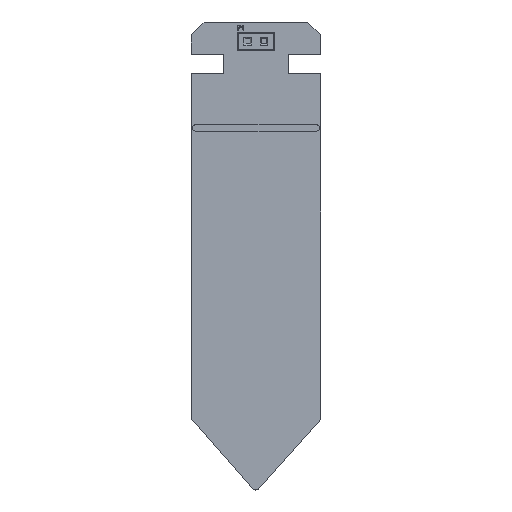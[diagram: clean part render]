
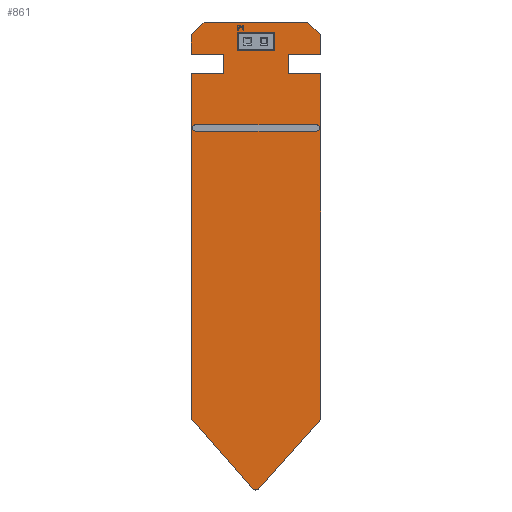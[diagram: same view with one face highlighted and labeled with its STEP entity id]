
A CAD part, top view. The second image highlights one B-rep face of the part: STEP entity #861.
In plain terms, the highlighted planar face has unit normal (0, 0, 1).
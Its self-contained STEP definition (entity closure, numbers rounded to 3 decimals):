
#70 = VERTEX_POINT('',#71);
#71 = CARTESIAN_POINT('',(5.,64.987,1.6)
  );
#77 = EDGE_CURVE('',#70,#78,#80,.T.);
#78 = VERTEX_POINT('',#79);
#79 = CARTESIAN_POINT('',(5.013,65.,1.6)
  );
#80 = CIRCLE('',#81,0.013);
#81 = AXIS2_PLACEMENT_3D('',#82,#83,#84);
#82 = CARTESIAN_POINT('',(5.,65.,1.6)
  );
#83 = DIRECTION('',(0.,0.,1.));
#84 = DIRECTION('',(0.,-1.,0.));
#110 = EDGE_CURVE('',#78,#111,#113,.T.);
#111 = VERTEX_POINT('',#112);
#112 = CARTESIAN_POINT('',(5.013,68.,1.6)
  );
#113 = LINE('',#114,#115);
#114 = CARTESIAN_POINT('',(5.013,65.,1.6)
  );
#115 = VECTOR('',#116,1.);
#116 = DIRECTION('',(0.,1.,0.));
#141 = EDGE_CURVE('',#111,#142,#144,.T.);
#142 = VERTEX_POINT('',#143);
#143 = CARTESIAN_POINT('',(5.,68.013,1.6)
  );
#144 = CIRCLE('',#145,0.013);
#145 = AXIS2_PLACEMENT_3D('',#146,#147,#148);
#146 = CARTESIAN_POINT('',(5.,68.,1.6)
  );
#147 = DIRECTION('',(0.,-0.,1.));
#148 = DIRECTION('',(1.,0.,0.));
#174 = EDGE_CURVE('',#142,#175,#177,.T.);
#175 = VERTEX_POINT('',#176);
#176 = CARTESIAN_POINT('',(0.013,68.013,
    1.6));
#177 = LINE('',#178,#179);
#178 = CARTESIAN_POINT('',(5.,68.013,1.6)
  );
#179 = VECTOR('',#180,1.);
#180 = DIRECTION('',(-1.,0.,0.));
#205 = EDGE_CURVE('',#175,#206,#208,.T.);
#206 = VERTEX_POINT('',#207);
#207 = CARTESIAN_POINT('',(0.013,70.995,
    1.6));
#208 = LINE('',#209,#210);
#209 = CARTESIAN_POINT('',(0.013,68.013,
    1.6));
#210 = VECTOR('',#211,1.);
#211 = DIRECTION('',(0.,1.,0.));
#236 = EDGE_CURVE('',#206,#237,#239,.T.);
#237 = VERTEX_POINT('',#238);
#238 = CARTESIAN_POINT('',(2.005,72.987,1.6)
  );
#239 = LINE('',#240,#241);
#240 = CARTESIAN_POINT('',(0.013,70.995,
    1.6));
#241 = VECTOR('',#242,1.);
#242 = DIRECTION('',(0.707,0.707,0.));
#267 = EDGE_CURVE('',#237,#268,#270,.T.);
#268 = VERTEX_POINT('',#269);
#269 = CARTESIAN_POINT('',(17.995,72.987,1.6
    ));
#270 = LINE('',#271,#272);
#271 = CARTESIAN_POINT('',(2.005,72.987,1.6)
  );
#272 = VECTOR('',#273,1.);
#273 = DIRECTION('',(1.,0.,0.));
#298 = EDGE_CURVE('',#268,#299,#301,.T.);
#299 = VERTEX_POINT('',#300);
#300 = CARTESIAN_POINT('',(19.987,70.995,
    1.6));
#301 = LINE('',#302,#303);
#302 = CARTESIAN_POINT('',(17.995,72.987,1.6
    ));
#303 = VECTOR('',#304,1.);
#304 = DIRECTION('',(0.707,-0.707,0.));
#329 = EDGE_CURVE('',#299,#330,#332,.T.);
#330 = VERTEX_POINT('',#331);
#331 = CARTESIAN_POINT('',(19.987,68.013,
    1.6));
#332 = LINE('',#333,#334);
#333 = CARTESIAN_POINT('',(19.987,70.995,
    1.6));
#334 = VECTOR('',#335,1.);
#335 = DIRECTION('',(0.,-1.,0.));
#360 = EDGE_CURVE('',#330,#361,#363,.T.);
#361 = VERTEX_POINT('',#362);
#362 = CARTESIAN_POINT('',(15.,68.013,
    1.6));
#363 = LINE('',#364,#365);
#364 = CARTESIAN_POINT('',(19.987,68.013,
    1.6));
#365 = VECTOR('',#366,1.);
#366 = DIRECTION('',(-1.,0.,0.));
#391 = EDGE_CURVE('',#361,#392,#394,.T.);
#392 = VERTEX_POINT('',#393);
#393 = CARTESIAN_POINT('',(14.987,68.,
    1.6));
#394 = CIRCLE('',#395,0.013);
#395 = AXIS2_PLACEMENT_3D('',#396,#397,#398);
#396 = CARTESIAN_POINT('',(15.,68.,
    1.6));
#397 = DIRECTION('',(0.,0.,1.));
#398 = DIRECTION('',(0.,1.,-0.));
#424 = EDGE_CURVE('',#392,#425,#427,.T.);
#425 = VERTEX_POINT('',#426);
#426 = CARTESIAN_POINT('',(14.987,65.,
    1.6));
#427 = LINE('',#428,#429);
#428 = CARTESIAN_POINT('',(14.987,68.,
    1.6));
#429 = VECTOR('',#430,1.);
#430 = DIRECTION('',(0.,-1.,0.));
#455 = EDGE_CURVE('',#425,#456,#458,.T.);
#456 = VERTEX_POINT('',#457);
#457 = CARTESIAN_POINT('',(15.,64.987,
    1.6));
#458 = CIRCLE('',#459,0.013);
#459 = AXIS2_PLACEMENT_3D('',#460,#461,#462);
#460 = CARTESIAN_POINT('',(15.,65.,
    1.6));
#461 = DIRECTION('',(0.,0.,1.));
#462 = DIRECTION('',(-1.,0.,0.));
#488 = EDGE_CURVE('',#456,#489,#491,.T.);
#489 = VERTEX_POINT('',#490);
#490 = CARTESIAN_POINT('',(19.987,64.987,
    1.6));
#491 = LINE('',#492,#493);
#492 = CARTESIAN_POINT('',(15.,64.987,
    1.6));
#493 = VECTOR('',#494,1.);
#494 = DIRECTION('',(1.,0.,0.));
#519 = EDGE_CURVE('',#489,#520,#522,.T.);
#520 = VERTEX_POINT('',#521);
#521 = CARTESIAN_POINT('',(20.053,11.562,1.6)
  );
#522 = LINE('',#523,#524);
#523 = CARTESIAN_POINT('',(19.987,64.987,
    1.6));
#524 = VECTOR('',#525,1.);
#525 = DIRECTION('',(0.001,-1.,0.));
#550 = EDGE_CURVE('',#520,#551,#553,.T.);
#551 = VERTEX_POINT('',#552);
#552 = CARTESIAN_POINT('',(10.491,0.865,1.6
    ));
#553 = LINE('',#554,#555);
#554 = CARTESIAN_POINT('',(20.053,11.562,1.6)
  );
#555 = VECTOR('',#556,1.);
#556 = DIRECTION('',(-0.666,-0.746,0.));
#581 = EDGE_CURVE('',#551,#582,#584,.T.);
#582 = VERTEX_POINT('',#583);
#583 = CARTESIAN_POINT('',(9.509,0.865,1.6)
  );
#584 = CIRCLE('',#585,0.66);
#585 = AXIS2_PLACEMENT_3D('',#586,#587,#588);
#586 = CARTESIAN_POINT('',(10.,1.307,1.6
    ));
#587 = DIRECTION('',(-0.,0.,-1.));
#588 = DIRECTION('',(0.744,-0.669,-0.));
#614 = EDGE_CURVE('',#582,#615,#617,.T.);
#615 = VERTEX_POINT('',#616);
#616 = CARTESIAN_POINT('',(0.14,11.562,1.6
    ));
#617 = LINE('',#618,#619);
#618 = CARTESIAN_POINT('',(9.509,0.865,1.6)
  );
#619 = VECTOR('',#620,1.);
#620 = DIRECTION('',(-0.659,0.752,0.));
#645 = EDGE_CURVE('',#615,#646,#648,.T.);
#646 = VERTEX_POINT('',#647);
#647 = CARTESIAN_POINT('',(0.013,64.987,
    1.6));
#648 = LINE('',#649,#650);
#649 = CARTESIAN_POINT('',(0.14,11.562,1.6
    ));
#650 = VECTOR('',#651,1.);
#651 = DIRECTION('',(-0.002,1.,0.));
#676 = EDGE_CURVE('',#646,#70,#677,.T.);
#677 = LINE('',#678,#679);
#678 = CARTESIAN_POINT('',(0.013,64.987,
    1.6));
#679 = VECTOR('',#680,1.);
#680 = DIRECTION('',(1.,0.,0.));
#700 = VERTEX_POINT('',#701);
#701 = CARTESIAN_POINT('',(9.23,70.,1.6
    ));
#707 = EDGE_CURVE('',#700,#708,#710,.T.);
#708 = VERTEX_POINT('',#709);
#709 = CARTESIAN_POINT('',(8.23,70.,1.6
    ));
#710 = CIRCLE('',#711,0.5);
#711 = AXIS2_PLACEMENT_3D('',#712,#713,#714);
#712 = CARTESIAN_POINT('',(8.73,70.,1.6
    ));
#713 = DIRECTION('',(0.,0.,1.));
#714 = DIRECTION('',(1.,0.,-0.));
#740 = EDGE_CURVE('',#708,#700,#741,.T.);
#741 = CIRCLE('',#742,0.5);
#742 = AXIS2_PLACEMENT_3D('',#743,#744,#745);
#743 = CARTESIAN_POINT('',(8.73,70.,1.6
    ));
#744 = DIRECTION('',(0.,0.,1.));
#745 = DIRECTION('',(-1.,0.,0.));
#766 = VERTEX_POINT('',#767);
#767 = CARTESIAN_POINT('',(11.77,70.,
    1.6));
#773 = EDGE_CURVE('',#766,#774,#776,.T.);
#774 = VERTEX_POINT('',#775);
#775 = CARTESIAN_POINT('',(10.77,70.,
    1.6));
#776 = CIRCLE('',#777,0.5);
#777 = AXIS2_PLACEMENT_3D('',#778,#779,#780);
#778 = CARTESIAN_POINT('',(11.27,70.,
    1.6));
#779 = DIRECTION('',(0.,0.,1.));
#780 = DIRECTION('',(1.,0.,-0.));
#806 = EDGE_CURVE('',#774,#766,#807,.T.);
#807 = CIRCLE('',#808,0.5);
#808 = AXIS2_PLACEMENT_3D('',#809,#810,#811);
#809 = CARTESIAN_POINT('',(11.27,70.,
    1.6));
#810 = DIRECTION('',(0.,0.,1.));
#811 = DIRECTION('',(-1.,0.,0.));
#861 = ADVANCED_FACE('',(#862,#884,#888),#892,.F.);
#862 = FACE_BOUND('',#863,.F.);
#863 = EDGE_LOOP('',(#864,#865,#866,#867,#868,#869,#870,#871,#872,#873,
    #874,#875,#876,#877,#878,#879,#880,#881,#882,#883));
#864 = ORIENTED_EDGE('',*,*,#77,.T.);
#865 = ORIENTED_EDGE('',*,*,#110,.T.);
#866 = ORIENTED_EDGE('',*,*,#141,.T.);
#867 = ORIENTED_EDGE('',*,*,#174,.T.);
#868 = ORIENTED_EDGE('',*,*,#205,.T.);
#869 = ORIENTED_EDGE('',*,*,#236,.T.);
#870 = ORIENTED_EDGE('',*,*,#267,.T.);
#871 = ORIENTED_EDGE('',*,*,#298,.T.);
#872 = ORIENTED_EDGE('',*,*,#329,.T.);
#873 = ORIENTED_EDGE('',*,*,#360,.T.);
#874 = ORIENTED_EDGE('',*,*,#391,.T.);
#875 = ORIENTED_EDGE('',*,*,#424,.T.);
#876 = ORIENTED_EDGE('',*,*,#455,.T.);
#877 = ORIENTED_EDGE('',*,*,#488,.T.);
#878 = ORIENTED_EDGE('',*,*,#519,.T.);
#879 = ORIENTED_EDGE('',*,*,#550,.T.);
#880 = ORIENTED_EDGE('',*,*,#581,.T.);
#881 = ORIENTED_EDGE('',*,*,#614,.T.);
#882 = ORIENTED_EDGE('',*,*,#645,.T.);
#883 = ORIENTED_EDGE('',*,*,#676,.T.);
#884 = FACE_BOUND('',#885,.F.);
#885 = EDGE_LOOP('',(#886,#887));
#886 = ORIENTED_EDGE('',*,*,#707,.T.);
#887 = ORIENTED_EDGE('',*,*,#740,.T.);
#888 = FACE_BOUND('',#889,.F.);
#889 = EDGE_LOOP('',(#890,#891));
#890 = ORIENTED_EDGE('',*,*,#773,.T.);
#891 = ORIENTED_EDGE('',*,*,#806,.T.);
#892 = PLANE('',#893);
#893 = AXIS2_PLACEMENT_3D('',#894,#895,#896);
#894 = CARTESIAN_POINT('',(10.038,42.004,
    1.6));
#895 = DIRECTION('',(-0.,-0.,-1.));
#896 = DIRECTION('',(-1.,0.,0.));
